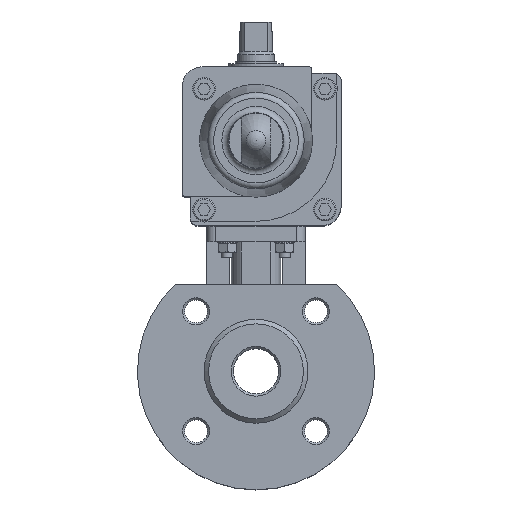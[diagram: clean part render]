
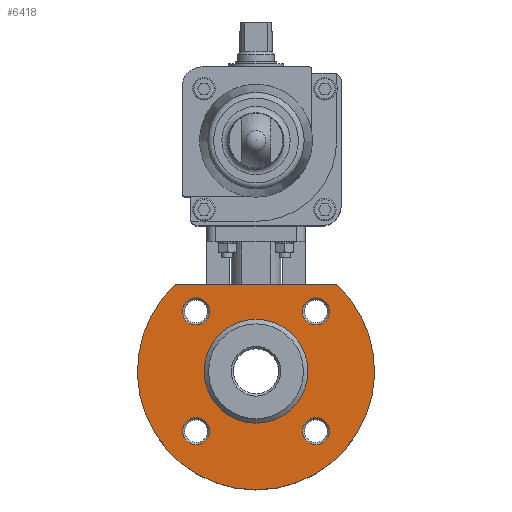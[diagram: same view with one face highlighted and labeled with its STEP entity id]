
A CAD part, top view. The second image highlights one B-rep face of the part: STEP entity #6418.
In plain terms, the highlighted face is planar.
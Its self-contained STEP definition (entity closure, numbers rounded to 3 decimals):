
#270=LINE('',#9734,#820);
#820=VECTOR('',#7703,1000.);
#1329=PLANE('',#6935);
#1665=ORIENTED_EDGE('',*,*,#3385,.F.);
#1666=ORIENTED_EDGE('',*,*,#3386,.F.);
#1667=ORIENTED_EDGE('',*,*,#3387,.F.);
#1668=ORIENTED_EDGE('',*,*,#3388,.F.);
#1669=ORIENTED_EDGE('',*,*,#3389,.F.);
#1670=ORIENTED_EDGE('',*,*,#3350,.F.);
#1671=ORIENTED_EDGE('',*,*,#3384,.T.);
#3350=EDGE_CURVE('',#4216,#4217,#270,.T.);
#3384=EDGE_CURVE('',#4216,#4217,#4827,.T.);
#3385=EDGE_CURVE('',#4241,#4241,#4828,.T.);
#3386=EDGE_CURVE('',#4242,#4242,#4829,.T.);
#3387=EDGE_CURVE('',#4243,#4243,#4830,.T.);
#3388=EDGE_CURVE('',#4244,#4244,#4831,.T.);
#3389=EDGE_CURVE('',#4245,#4245,#4832,.T.);
#4216=VERTEX_POINT('',#9733);
#4217=VERTEX_POINT('',#9735);
#4241=VERTEX_POINT('',#9800);
#4242=VERTEX_POINT('',#9802);
#4243=VERTEX_POINT('',#9804);
#4244=VERTEX_POINT('',#9806);
#4245=VERTEX_POINT('',#9808);
#4827=CIRCLE('',#6934,52.5);
#4828=CIRCLE('',#6936,23.);
#4829=CIRCLE('',#6937,6.);
#4830=CIRCLE('',#6938,6.);
#4831=CIRCLE('',#6939,6.);
#4832=CIRCLE('',#6940,6.);
#5134=EDGE_LOOP('',(#1665));
#5135=EDGE_LOOP('',(#1666));
#5136=EDGE_LOOP('',(#1667));
#5137=EDGE_LOOP('',(#1668));
#5138=EDGE_LOOP('',(#1669));
#5139=EDGE_LOOP('',(#1670,#1671));
#5726=FACE_BOUND('',#5134,.T.);
#5727=FACE_BOUND('',#5135,.T.);
#5728=FACE_BOUND('',#5136,.T.);
#5729=FACE_BOUND('',#5137,.T.);
#5730=FACE_BOUND('',#5138,.T.);
#5731=FACE_BOUND('',#5139,.T.);
#6418=ADVANCED_FACE('',(#5726,#5727,#5728,#5729,#5730,#5731),#1329,.F.);
#6934=AXIS2_PLACEMENT_3D('',#9797,#7768,#7769);
#6935=AXIS2_PLACEMENT_3D('',#9798,#7770,#7771);
#6936=AXIS2_PLACEMENT_3D('',#9799,#7772,#7773);
#6937=AXIS2_PLACEMENT_3D('',#9801,#7774,#7775);
#6938=AXIS2_PLACEMENT_3D('',#9803,#7776,#7777);
#6939=AXIS2_PLACEMENT_3D('',#9805,#7778,#7779);
#6940=AXIS2_PLACEMENT_3D('',#9807,#7780,#7781);
#7703=DIRECTION('',(-1.,0.,0.));
#7768=DIRECTION('',(0.,0.,-1.));
#7769=DIRECTION('',(-1.,0.,0.));
#7770=DIRECTION('',(0.,0.,1.));
#7771=DIRECTION('',(1.,0.,0.));
#7772=DIRECTION('',(0.,0.,-1.));
#7773=DIRECTION('',(-1.,0.,0.));
#7774=DIRECTION('',(0.,0.,-1.));
#7775=DIRECTION('',(-1.,0.,0.));
#7776=DIRECTION('',(0.,0.,-1.));
#7777=DIRECTION('',(-1.,0.,0.));
#7778=DIRECTION('',(0.,0.,-1.));
#7779=DIRECTION('',(-1.,0.,0.));
#7780=DIRECTION('',(0.,0.,-1.));
#7781=DIRECTION('',(-1.,0.,0.));
#9733=CARTESIAN_POINT('',(35.693,38.5,-20.));
#9734=CARTESIAN_POINT('',(0.,38.5,-20.));
#9735=CARTESIAN_POINT('',(-35.693,38.5,-20.));
#9797=CARTESIAN_POINT('',(0.,0.,-20.));
#9798=CARTESIAN_POINT('',(0.,52.5,-20.));
#9799=CARTESIAN_POINT('',(0.,0.,-20.));
#9800=CARTESIAN_POINT('',(-23.,0.,-20.));
#9801=CARTESIAN_POINT('',(26.517,26.517,-20.));
#9802=CARTESIAN_POINT('',(20.517,26.517,-20.));
#9803=CARTESIAN_POINT('',(26.517,-26.517,-20.));
#9804=CARTESIAN_POINT('',(20.517,-26.517,-20.));
#9805=CARTESIAN_POINT('',(-26.517,-26.517,-20.));
#9806=CARTESIAN_POINT('',(-32.517,-26.517,-20.));
#9807=CARTESIAN_POINT('',(-26.517,26.517,-20.));
#9808=CARTESIAN_POINT('',(-32.517,26.517,-20.));
